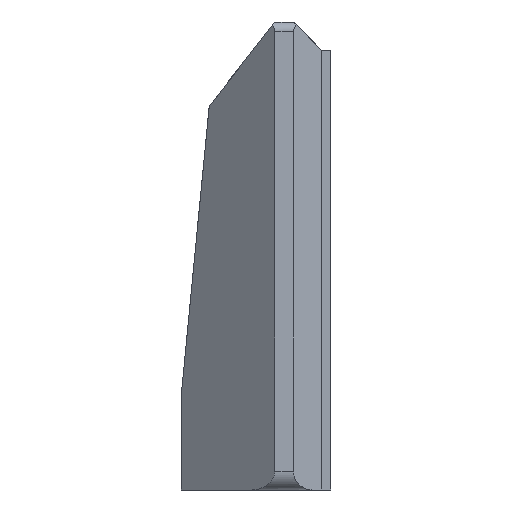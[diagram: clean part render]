
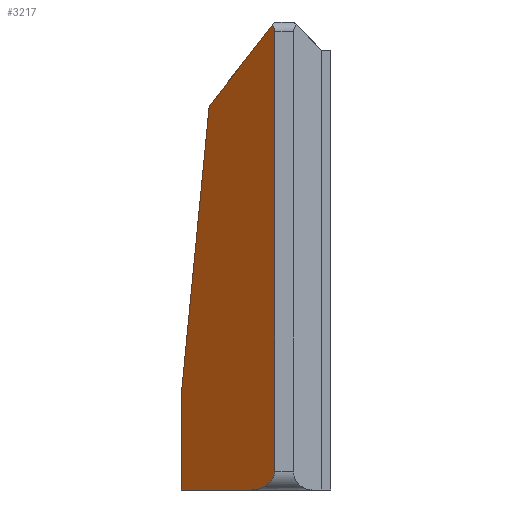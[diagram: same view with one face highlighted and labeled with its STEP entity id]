
A CAD part, left-side view. The second image highlights one B-rep face of the part: STEP entity #3217.
In plain terms, the highlighted planar face has unit normal (-0.781, 0.625, 0).
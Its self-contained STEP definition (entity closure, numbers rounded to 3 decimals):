
#36=ELLIPSE('',#3497,1.601,1.);
#37=ELLIPSE('',#3498,3.202,2.);
#365=FACE_OUTER_BOUND('',#547,.T.);
#547=EDGE_LOOP('',(#2559,#2560,#2561,#2562,#2563,#2564,#2565));
#683=LINE('',#4691,#997);
#865=LINE('',#5255,#1179);
#871=LINE('',#5271,#1185);
#872=LINE('',#5275,#1186);
#873=LINE('',#5278,#1187);
#997=VECTOR('',#3700,10.);
#1179=VECTOR('',#4224,10.);
#1185=VECTOR('',#4238,10.);
#1186=VECTOR('',#4243,10.);
#1187=VECTOR('',#4246,10.);
#1304=VERTEX_POINT('',#4688);
#1305=VERTEX_POINT('',#4690);
#1516=VERTEX_POINT('',#5254);
#1521=VERTEX_POINT('',#5266);
#1522=VERTEX_POINT('',#5269);
#1523=VERTEX_POINT('',#5273);
#1524=VERTEX_POINT('',#5276);
#1634=EDGE_CURVE('',#1304,#1305,#683,.T.);
#1912=EDGE_CURVE('',#1516,#1305,#865,.T.);
#1921=EDGE_CURVE('',#1521,#1522,#871,.T.);
#1922=EDGE_CURVE('',#1521,#1523,#36,.T.);
#1923=EDGE_CURVE('',#1516,#1522,#872,.T.);
#1924=EDGE_CURVE('',#1524,#1304,#37,.T.);
#1925=EDGE_CURVE('',#1524,#1523,#873,.T.);
#2559=ORIENTED_EDGE('',*,*,#1922,.F.);
#2560=ORIENTED_EDGE('',*,*,#1921,.T.);
#2561=ORIENTED_EDGE('',*,*,#1923,.F.);
#2562=ORIENTED_EDGE('',*,*,#1912,.T.);
#2563=ORIENTED_EDGE('',*,*,#1634,.F.);
#2564=ORIENTED_EDGE('',*,*,#1924,.F.);
#2565=ORIENTED_EDGE('',*,*,#1925,.T.);
#3079=PLANE('',#3496);
#3217=ADVANCED_FACE('',(#365),#3079,.T.);
#3496=AXIS2_PLACEMENT_3D('',#5272,#4239,#4240);
#3497=AXIS2_PLACEMENT_3D('',#5274,#4241,#4242);
#3498=AXIS2_PLACEMENT_3D('',#5277,#4244,#4245);
#3700=DIRECTION('',(0.625,0.781,0.));
#4224=DIRECTION('',(0.,0.,-1.));
#4238=DIRECTION('',(0.441,0.551,-0.709));
#4239=DIRECTION('center_axis',(-0.781,0.625,0.));
#4240=DIRECTION('ref_axis',(-0.625,-0.781,0.));
#4241=DIRECTION('center_axis',(0.781,-0.625,0.));
#4242=DIRECTION('ref_axis',(-0.625,-0.781,0.));
#4243=DIRECTION('',(-0.077,-0.096,0.992));
#4244=DIRECTION('center_axis',(0.781,-0.625,0.));
#4245=DIRECTION('ref_axis',(-0.625,-0.781,0.));
#4246=DIRECTION('',(0.,0.,1.));
#4688=CARTESIAN_POINT('',(-58.,-7.5,-25.));
#4690=CARTESIAN_POINT('',(-52.,0.,-25.));
#4691=CARTESIAN_POINT('',(-42.341,12.073,-25.));
#5254=CARTESIAN_POINT('',(-52.,0.,-15.));
#5255=CARTESIAN_POINT('',(-52.,0.,-25.));
#5266=CARTESIAN_POINT('',(-59.773,-9.716,24.635));
#5269=CARTESIAN_POINT('',(-54.4,-3.,16.));
#5271=CARTESIAN_POINT('',(-42.113,12.359,-3.747));
#5272=CARTESIAN_POINT('Origin',(-52.,0.,-25.));
#5273=CARTESIAN_POINT('',(-60.,-10.,24.));
#5274=CARTESIAN_POINT('Origin',(-59.,-8.75,24.));
#5275=CARTESIAN_POINT('',(-51.465,0.668,-21.907));
#5276=CARTESIAN_POINT('',(-60.,-10.,-23.));
#5277=CARTESIAN_POINT('Origin',(-58.,-7.5,-23.));
#5278=CARTESIAN_POINT('',(-60.,-10.,-12.5));
